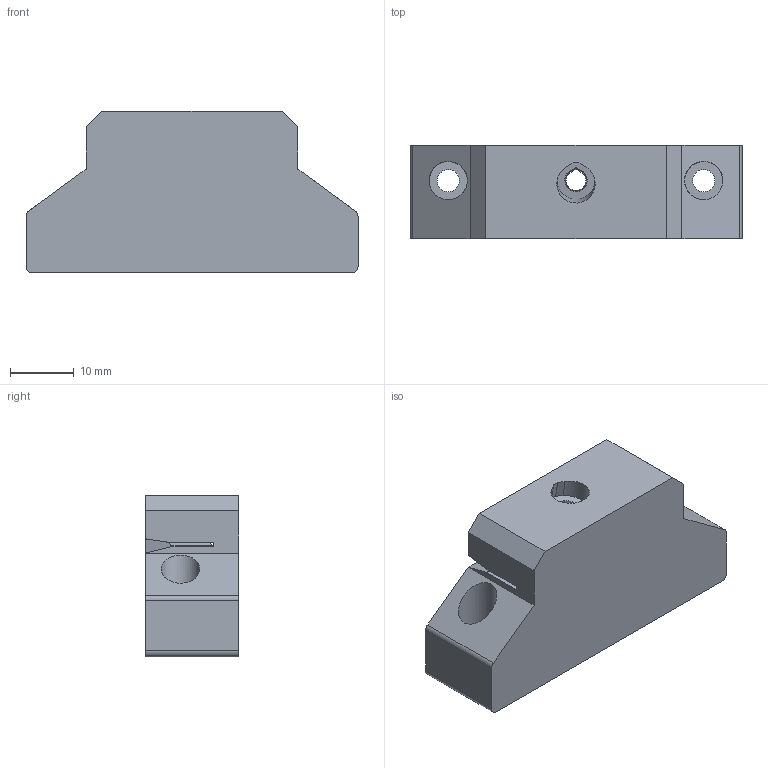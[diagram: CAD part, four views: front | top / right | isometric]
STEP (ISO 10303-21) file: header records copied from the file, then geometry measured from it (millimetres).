
FILE_DESCRIPTION(/* description */ (''),/* implementation_level */ '2;1');
FILE_NAME(/* name */ 'MB-Z10.y-axis.MB-y-belt-holder.y_belt_holder.step',/* time_stamp */ '2023-03-27T17:12:29+02:00',/* author */ (''),/* organization */ (''),/* preprocessor_version */ 'ST-DEVELOPER v19.2',/* originating_system */ 'Autodesk Translation Framework v11.17.0.187',/* authorisation */ '');
FILE_SCHEMA (('AUTOMOTIVE_DESIGN { 1 0 10303 214 3 1 1 }'));
Length unit declared in the file: millimetre
Products named in the file (1): y_belt_holder
Bounding box: 52 x 14.6 x 25.34 mm (x, y, z)
Volume: 13418.7 mm3; surface area: 6520.9 mm2
Topology: 1 solids, 3 shells, 164 faces, 446 edges, 291 vertices
Faces by surface type: plane 141, cylinder 21, torus 1, cone 1
Full cylindrical faces by diameter (mm): 3.5 x2, 6 x2
Entity records: 5190 total; most frequent: CARTESIAN_POINT 955, ORIENTED_EDGE 892, DIRECTION 816, EDGE_CURVE 446, LINE 398, VECTOR 398, VERTEX_POINT 291, AXIS2_PLACEMENT_3D 209
